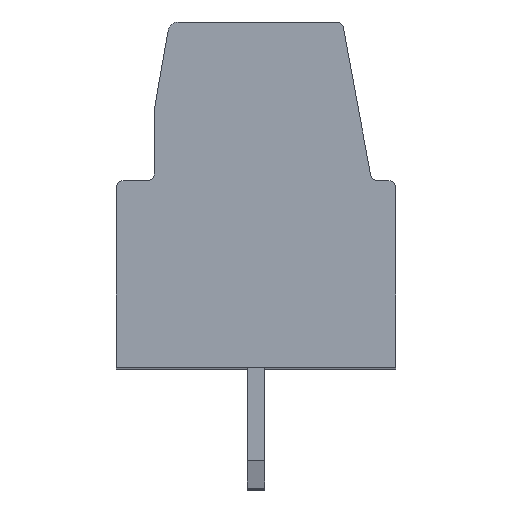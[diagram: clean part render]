
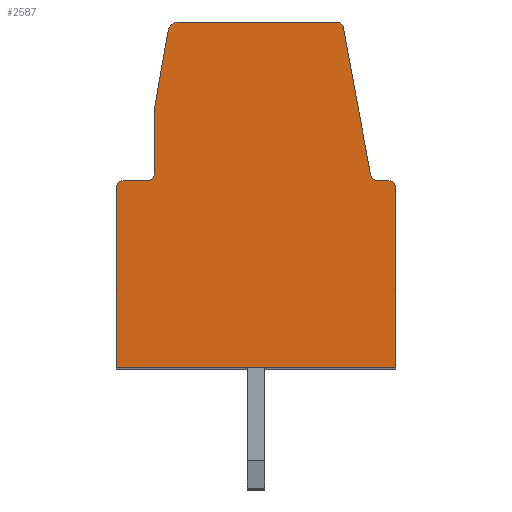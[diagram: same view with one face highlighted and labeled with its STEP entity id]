
A CAD part, top view. The second image highlights one B-rep face of the part: STEP entity #2587.
In plain terms, the highlighted planar face has unit normal (0, 0, 1).
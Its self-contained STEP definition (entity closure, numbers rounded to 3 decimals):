
#1535 = VERTEX_POINT('',#1536);
#1536 = CARTESIAN_POINT('',(0.,0.,27.5)
  );
#1542 = EDGE_CURVE('',#1543,#1535,#1545,.T.);
#1543 = VERTEX_POINT('',#1544);
#1544 = CARTESIAN_POINT('',(-8.1,0.,27.5));
#1545 = LINE('',#1546,#1547);
#1546 = CARTESIAN_POINT('',(-16.414,0.,27.5));
#1547 = VECTOR('',#1548,1.);
#1548 = DIRECTION('',(1.,0.,0.));
#1854 = VERTEX_POINT('',#1855);
#1855 = CARTESIAN_POINT('',(0.,5.2,27.5));
#1861 = EDGE_CURVE('',#1535,#1854,#1862,.T.);
#1862 = LINE('',#1863,#1864);
#1863 = CARTESIAN_POINT('',(0.,-18.438,27.5));
#1864 = VECTOR('',#1865,1.);
#1865 = DIRECTION('',(0.,1.,0.));
#1886 = VERTEX_POINT('',#1887);
#1887 = CARTESIAN_POINT('',(-7.,5.6,27.5));
#1893 = EDGE_CURVE('',#1894,#1886,#1896,.T.);
#1894 = VERTEX_POINT('',#1895);
#1895 = CARTESIAN_POINT('',(-7.,7.448,27.5));
#1896 = LINE('',#1897,#1898);
#1897 = CARTESIAN_POINT('',(-7.,-18.438,27.5));
#1898 = VECTOR('',#1899,1.);
#1899 = DIRECTION('',(0.,-1.,0.));
#2005 = VERTEX_POINT('',#2006);
#2006 = CARTESIAN_POINT('',(-1.52,9.836,27.5));
#2022 = VERTEX_POINT('',#2023);
#2023 = CARTESIAN_POINT('',(-1.716,10.,27.5));
#2029 = EDGE_CURVE('',#2005,#2022,#2030,.T.);
#2030 = CIRCLE('',#2031,0.2);
#2031 = AXIS2_PLACEMENT_3D('',#2032,#2033,#2034);
#2032 = CARTESIAN_POINT('',(-1.716,9.8,27.5));
#2033 = DIRECTION('',(0.,0.,1.));
#2034 = DIRECTION('',(1.,0.,-0.));
#2215 = VERTEX_POINT('',#2216);
#2216 = CARTESIAN_POINT('',(-7.9,5.4,27.5));
#2222 = EDGE_CURVE('',#2223,#2215,#2225,.T.);
#2223 = VERTEX_POINT('',#2224);
#2224 = CARTESIAN_POINT('',(-7.2,5.4,27.5));
#2225 = LINE('',#2226,#2227);
#2226 = CARTESIAN_POINT('',(-16.414,5.4,27.5));
#2227 = VECTOR('',#2228,1.);
#2228 = DIRECTION('',(-1.,0.,0.));
#2253 = EDGE_CURVE('',#2254,#2005,#2256,.T.);
#2254 = VERTEX_POINT('',#2255);
#2255 = CARTESIAN_POINT('',(-0.728,5.564,27.5));
#2256 = LINE('',#2257,#2258);
#2257 = CARTESIAN_POINT('',(3.721,-18.438,27.5));
#2258 = VECTOR('',#2259,1.);
#2259 = DIRECTION('',(-0.182,0.983,0.));
#2499 = VERTEX_POINT('',#2500);
#2500 = CARTESIAN_POINT('',(-0.531,5.4,27.5));
#2506 = EDGE_CURVE('',#2507,#2499,#2509,.T.);
#2507 = VERTEX_POINT('',#2508);
#2508 = CARTESIAN_POINT('',(-0.2,5.4,27.5));
#2509 = LINE('',#2510,#2511);
#2510 = CARTESIAN_POINT('',(-16.414,5.4,27.5));
#2511 = VECTOR('',#2512,1.);
#2512 = DIRECTION('',(-1.,0.,0.));
#2530 = VERTEX_POINT('',#2531);
#2531 = CARTESIAN_POINT('',(-6.594,9.752,27.5));
#2537 = EDGE_CURVE('',#2530,#2538,#2540,.T.);
#2538 = VERTEX_POINT('',#2539);
#2539 = CARTESIAN_POINT('',(-6.298,10.,27.5));
#2540 = CIRCLE('',#2541,0.3);
#2541 = AXIS2_PLACEMENT_3D('',#2542,#2543,#2544);
#2542 = CARTESIAN_POINT('',(-6.298,9.7,27.5));
#2543 = DIRECTION('',(0.,0.,-1.));
#2544 = DIRECTION('',(-1.,0.,0.));
#2587 = ADVANCED_FACE('',(#2588),#2646,.F.);
#2588 = FACE_BOUND('',#2589,.T.);
#2589 = EDGE_LOOP('',(#2590,#2596,#2597,#2604,#2605,#2614,#2620,#2621,
    #2622,#2629,#2630,#2637,#2638,#2639,#2645));
#2590 = ORIENTED_EDGE('',*,*,#2591,.T.);
#2591 = EDGE_CURVE('',#2530,#1894,#2592,.T.);
#2592 = LINE('',#2593,#2594);
#2593 = CARTESIAN_POINT('',(-11.564,-18.438,27.5));
#2594 = VECTOR('',#2595,1.);
#2595 = DIRECTION('',(-0.174,-0.985,0.));
#2596 = ORIENTED_EDGE('',*,*,#1893,.T.);
#2597 = ORIENTED_EDGE('',*,*,#2598,.F.);
#2598 = EDGE_CURVE('',#2223,#1886,#2599,.T.);
#2599 = CIRCLE('',#2600,0.2);
#2600 = AXIS2_PLACEMENT_3D('',#2601,#2602,#2603);
#2601 = CARTESIAN_POINT('',(-7.2,5.6,27.5));
#2602 = DIRECTION('',(0.,0.,1.));
#2603 = DIRECTION('',(1.,0.,-0.));
#2604 = ORIENTED_EDGE('',*,*,#2222,.T.);
#2605 = ORIENTED_EDGE('',*,*,#2606,.T.);
#2606 = EDGE_CURVE('',#2215,#2607,#2609,.T.);
#2607 = VERTEX_POINT('',#2608);
#2608 = CARTESIAN_POINT('',(-8.1,5.2,27.5));
#2609 = CIRCLE('',#2610,0.2);
#2610 = AXIS2_PLACEMENT_3D('',#2611,#2612,#2613);
#2611 = CARTESIAN_POINT('',(-7.9,5.2,27.5));
#2612 = DIRECTION('',(0.,0.,1.));
#2613 = DIRECTION('',(1.,0.,-0.));
#2614 = ORIENTED_EDGE('',*,*,#2615,.T.);
#2615 = EDGE_CURVE('',#2607,#1543,#2616,.T.);
#2616 = LINE('',#2617,#2618);
#2617 = CARTESIAN_POINT('',(-8.1,-18.438,27.5));
#2618 = VECTOR('',#2619,1.);
#2619 = DIRECTION('',(0.,-1.,0.));
#2620 = ORIENTED_EDGE('',*,*,#1542,.T.);
#2621 = ORIENTED_EDGE('',*,*,#1861,.T.);
#2622 = ORIENTED_EDGE('',*,*,#2623,.F.);
#2623 = EDGE_CURVE('',#2507,#1854,#2624,.T.);
#2624 = CIRCLE('',#2625,0.2);
#2625 = AXIS2_PLACEMENT_3D('',#2626,#2627,#2628);
#2626 = CARTESIAN_POINT('',(-0.2,5.2,27.5));
#2627 = DIRECTION('',(0.,0.,-1.));
#2628 = DIRECTION('',(-1.,0.,0.));
#2629 = ORIENTED_EDGE('',*,*,#2506,.T.);
#2630 = ORIENTED_EDGE('',*,*,#2631,.F.);
#2631 = EDGE_CURVE('',#2254,#2499,#2632,.T.);
#2632 = CIRCLE('',#2633,0.2);
#2633 = AXIS2_PLACEMENT_3D('',#2634,#2635,#2636);
#2634 = CARTESIAN_POINT('',(-0.531,5.6,27.5));
#2635 = DIRECTION('',(0.,0.,1.));
#2636 = DIRECTION('',(1.,0.,-0.));
#2637 = ORIENTED_EDGE('',*,*,#2253,.T.);
#2638 = ORIENTED_EDGE('',*,*,#2029,.T.);
#2639 = ORIENTED_EDGE('',*,*,#2640,.T.);
#2640 = EDGE_CURVE('',#2022,#2538,#2641,.T.);
#2641 = LINE('',#2642,#2643);
#2642 = CARTESIAN_POINT('',(-16.414,10.,27.5));
#2643 = VECTOR('',#2644,1.);
#2644 = DIRECTION('',(-1.,0.,0.));
#2645 = ORIENTED_EDGE('',*,*,#2537,.F.);
#2646 = PLANE('',#2647);
#2647 = AXIS2_PLACEMENT_3D('',#2648,#2649,#2650);
#2648 = CARTESIAN_POINT('',(0.81,-4.4,27.5));
#2649 = DIRECTION('',(0.,0.,-1.));
#2650 = DIRECTION('',(0.,-1.,0.));
